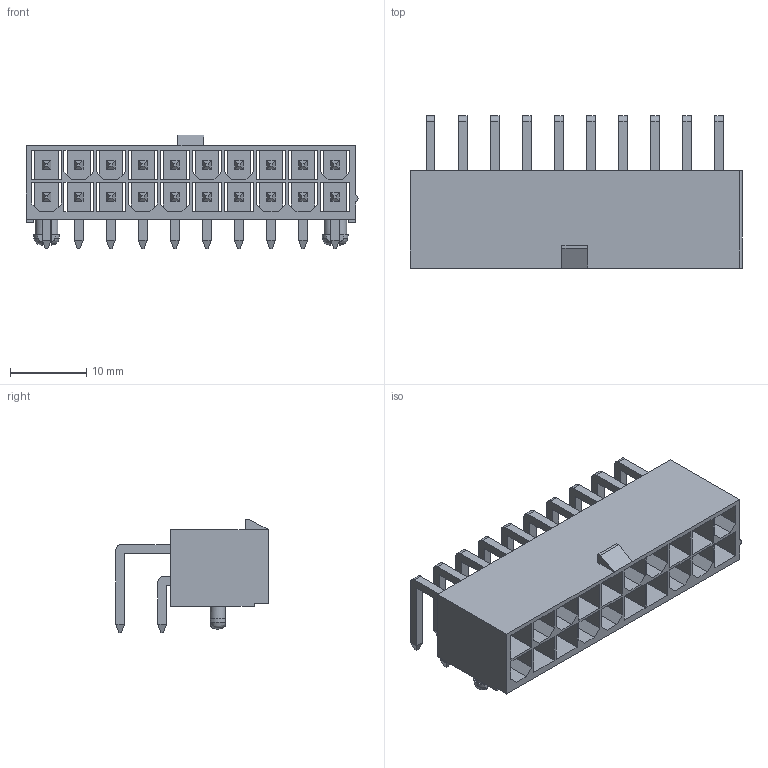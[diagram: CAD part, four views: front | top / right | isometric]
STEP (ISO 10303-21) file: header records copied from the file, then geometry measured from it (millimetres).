
FILE_DESCRIPTION(/* description */ ('Unknown'),/* implementation_level */ '2;1');
FILE_NAME(/* name */ '649020227222',/* time_stamp */ '2019-08-14T15:33:23+02:00',/* author */ ('Unknown'),/* organization */ ('Unknown'),/* preprocessor_version */ 'ST-DEVELOPER v16.7',/* originating_system */ 'DEX',/* authorisation */ $);
FILE_SCHEMA (('AUTOMOTIVE_DESIGN {1 0 10303 214 3 1 1}'));
Length unit declared in the file: millimetre
Products named in the file (4): 6490xx227222; 649020227222; 6490xx227222_PIN; 6490xx227222_PIN_BIS
Assembly tree (21 placements, depth 2):
  6490xx227222
    649020227222
    6490xx227222_PIN  x10
    6490xx227222_PIN_BIS  x10
Bounding box: 43.5 x 19.97 x 14.9 mm (x, y, z)
Volume: 2791 mm3; surface area: 8264.7 mm2
Topology: 21 solids, 21 shells, 761 faces, 1915 edges, 1190 vertices
Faces by surface type: plane 724, cylinder 25, bspline 12
Entity records: 14863 total; most frequent: CARTESIAN_POINT 3048, ORIENTED_EDGE 2498, DIRECTION 2141, EDGE_CURVE 1249, LINE 1191, VECTOR 1191, VERTEX_POINT 794, EDGE_LOOP 569
